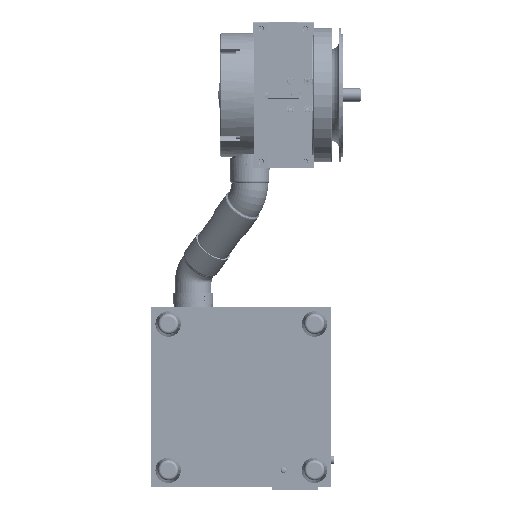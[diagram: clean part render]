
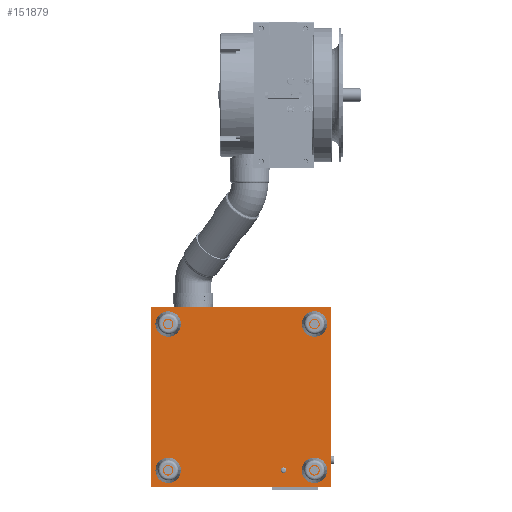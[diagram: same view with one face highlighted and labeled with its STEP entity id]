
A CAD part, front view. The second image highlights one B-rep face of the part: STEP entity #151879.
In plain terms, the highlighted planar face has unit normal (0, -1, 0).
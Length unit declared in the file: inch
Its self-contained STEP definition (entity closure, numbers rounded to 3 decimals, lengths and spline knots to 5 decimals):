
#1213 = DIRECTION ( 'NONE',  ( 1., 0., 0. ) ) ;
#1605 = VERTEX_POINT ( 'NONE', #82236 ) ;
#1712 = CIRCLE ( 'NONE', #11424, 0.17187 ) ;
#2933 = CARTESIAN_POINT ( 'NONE',  ( 2.13578, 1., -9.42221 ) ) ;
#5392 = ORIENTED_EDGE ( 'NONE', *, *, #138830, .F. ) ;
#6580 = DIRECTION ( 'NONE',  ( 0., -1., 0. ) ) ;
#8047 = VECTOR ( 'NONE', #87405, 39.37008 ) ;
#9583 = ORIENTED_EDGE ( 'NONE', *, *, #95497, .F. ) ;
#10032 = ORIENTED_EDGE ( 'NONE', *, *, #36533, .F. ) ;
#10272 = FACE_OUTER_BOUND ( 'NONE', #37099, .T. ) ;
#10725 = CARTESIAN_POINT ( 'NONE',  ( -5.86422, 1., -17.42221 ) ) ;
#11424 = AXIS2_PLACEMENT_3D ( 'NONE', #62413, #149071, #74876 ) ;
#11505 = CARTESIAN_POINT ( 'NONE',  ( -5.2861, 1., -10.17221 ) ) ;
#11673 = VERTEX_POINT ( 'NONE', #11505 ) ;
#14243 = CARTESIAN_POINT ( 'NONE',  ( 0.01078, 1., -16.67221 ) ) ;
#14995 = CARTESIAN_POINT ( 'NONE',  ( 1.2139, 1., -10.17221 ) ) ;
#15234 = CIRCLE ( 'NONE', #69104, 0.17187 ) ;
#15302 = CARTESIAN_POINT ( 'NONE',  ( -5.86422, 1., -17.42221 ) ) ;
#16565 = AXIS2_PLACEMENT_3D ( 'NONE', #80662, #6580, #93087 ) ;
#18518 = AXIS2_PLACEMENT_3D ( 'NONE', #137986, #63836, #150472 ) ;
#19173 = CARTESIAN_POINT ( 'NONE',  ( 1.38578, 1., -16.67221 ) ) ;
#19354 = VERTEX_POINT ( 'NONE', #14995 ) ;
#20398 = EDGE_LOOP ( 'NONE', ( #5392, #153837 ) ) ;
#21653 = AXIS2_PLACEMENT_3D ( 'NONE', #149521, #75342, #1213 ) ;
#26153 = CARTESIAN_POINT ( 'NONE',  ( 1.38578, 1., -16.67221 ) ) ;
#26171 = CIRCLE ( 'NONE', #110828, 0.17187 ) ;
#26708 = DIRECTION ( 'NONE',  ( 1., 0., 0. ) ) ;
#26902 = CARTESIAN_POINT ( 'NONE',  ( -5.11422, 1., -16.67221 ) ) ;
#27714 = VECTOR ( 'NONE', #126620, 39.37008 ) ;
#28994 = ORIENTED_EDGE ( 'NONE', *, *, #72404, .F. ) ;
#31608 = DIRECTION ( 'NONE',  ( 1., 0., 0. ) ) ;
#36175 = ORIENTED_EDGE ( 'NONE', *, *, #39748, .F. ) ;
#36533 = EDGE_CURVE ( 'NONE', #144492, #135789, #54866, .T. ) ;
#37099 = EDGE_LOOP ( 'NONE', ( #28994, #63125, #75755, #66853 ) ) ;
#38393 = CIRCLE ( 'NONE', #145913, 0.17187 ) ;
#38601 = DIRECTION ( 'NONE',  ( 1., 0., 0. ) ) ;
#39332 = AXIS2_PLACEMENT_3D ( 'NONE', #121357, #47357, #133846 ) ;
#39334 = DIRECTION ( 'NONE',  ( 1., 0., 0. ) ) ;
#39748 = EDGE_CURVE ( 'NONE', #108710, #76868, #63839, .T. ) ;
#40971 = LINE ( 'NONE', #75014, #8047 ) ;
#41018 = DIRECTION ( 'NONE',  ( 0., -1., 0. ) ) ;
#42021 = CARTESIAN_POINT ( 'NONE',  ( -5.11422, 1., -10.17221 ) ) ;
#43182 = FACE_BOUND ( 'NONE', #149687, .T. ) ;
#43545 = ORIENTED_EDGE ( 'NONE', *, *, #139625, .F. ) ;
#45763 = VERTEX_POINT ( 'NONE', #2933 ) ;
#46291 = VERTEX_POINT ( 'NONE', #141288 ) ;
#47100 = FACE_BOUND ( 'NONE', #159064, .T. ) ;
#47357 = DIRECTION ( 'NONE',  ( 0., -1., 0. ) ) ;
#54199 = CARTESIAN_POINT ( 'NONE',  ( -5.86422, 1., -9.42221 ) ) ;
#54375 = AXIS2_PLACEMENT_3D ( 'NONE', #26902, #113374, #39334 ) ;
#54473 = DIRECTION ( 'NONE',  ( 1., 0., 0. ) ) ;
#54866 = CIRCLE ( 'NONE', #39332, 0.17187 ) ;
#55086 = LINE ( 'NONE', #93815, #149993 ) ;
#57923 = EDGE_CURVE ( 'NONE', #90749, #45763, #55086, .T. ) ;
#59755 = EDGE_CURVE ( 'NONE', #19354, #1605, #1712, .T. ) ;
#61527 = EDGE_CURVE ( 'NONE', #135789, #144492, #140474, .T. ) ;
#62413 = CARTESIAN_POINT ( 'NONE',  ( 1.38578, 1., -10.17221 ) ) ;
#62759 = CARTESIAN_POINT ( 'NONE',  ( -5.2861, 1., -16.67221 ) ) ;
#63125 = ORIENTED_EDGE ( 'NONE', *, *, #101598, .F. ) ;
#63836 = DIRECTION ( 'NONE',  ( 0., -1., 0. ) ) ;
#63839 = CIRCLE ( 'NONE', #138510, 0.072 ) ;
#65345 = EDGE_LOOP ( 'NONE', ( #36175, #43545 ) ) ;
#65642 = ORIENTED_EDGE ( 'NONE', *, *, #76570, .F. ) ;
#66228 = ORIENTED_EDGE ( 'NONE', *, *, #112308, .F. ) ;
#66820 = VERTEX_POINT ( 'NONE', #106493 ) ;
#66853 = ORIENTED_EDGE ( 'NONE', *, *, #146823, .F. ) ;
#67400 = ORIENTED_EDGE ( 'NONE', *, *, #61527, .F. ) ;
#69104 = AXIS2_PLACEMENT_3D ( 'NONE', #26153, #112626, #38601 ) ;
#69733 = CARTESIAN_POINT ( 'NONE',  ( 2.13578, 1., -17.42221 ) ) ;
#72404 = EDGE_CURVE ( 'NONE', #141072, #46291, #128714, .T. ) ;
#74876 = DIRECTION ( 'NONE',  ( 1., 0., 0. ) ) ;
#75014 = CARTESIAN_POINT ( 'NONE',  ( 2.13578, 1., -17.42221 ) ) ;
#75342 = DIRECTION ( 'NONE',  ( 0., -1., 0. ) ) ;
#75755 = ORIENTED_EDGE ( 'NONE', *, *, #57923, .F. ) ;
#76097 = FACE_BOUND ( 'NONE', #139762, .T. ) ;
#76570 = EDGE_CURVE ( 'NONE', #1605, #19354, #127439, .T. ) ;
#76868 = VERTEX_POINT ( 'NONE', #118501 ) ;
#80662 = CARTESIAN_POINT ( 'NONE',  ( -5.11422, 1., -10.17221 ) ) ;
#82236 = CARTESIAN_POINT ( 'NONE',  ( 1.55765, 1., -10.17221 ) ) ;
#87405 = DIRECTION ( 'NONE',  ( 0., 0., -1. ) ) ;
#88779 = EDGE_CURVE ( 'NONE', #151252, #146944, #15234, .T. ) ;
#89905 = ORIENTED_EDGE ( 'NONE', *, *, #59755, .F. ) ;
#90749 = VERTEX_POINT ( 'NONE', #54199 ) ;
#92691 = CARTESIAN_POINT ( 'NONE',  ( -4.94235, 1., -16.67221 ) ) ;
#93087 = DIRECTION ( 'NONE',  ( 1., 0., 0. ) ) ;
#93815 = CARTESIAN_POINT ( 'NONE',  ( -5.86422, 1., -9.42221 ) ) ;
#95497 = EDGE_CURVE ( 'NONE', #11673, #66820, #117962, .T. ) ;
#97283 = LINE ( 'NONE', #15302, #27714 ) ;
#100731 = DIRECTION ( 'NONE',  ( 0., -1., 0. ) ) ;
#101598 = EDGE_CURVE ( 'NONE', #45763, #141072, #40971, .T. ) ;
#105479 = CARTESIAN_POINT ( 'NONE',  ( 1.55765, 1., -16.67221 ) ) ;
#105623 = DIRECTION ( 'NONE',  ( 0., -1., 0. ) ) ;
#106493 = CARTESIAN_POINT ( 'NONE',  ( -4.94235, 1., -10.17221 ) ) ;
#108710 = VERTEX_POINT ( 'NONE', #125851 ) ;
#108945 = FACE_BOUND ( 'NONE', #20398, .T. ) ;
#109326 = CARTESIAN_POINT ( 'NONE',  ( 1.2139, 1., -16.67221 ) ) ;
#110828 = AXIS2_PLACEMENT_3D ( 'NONE', #42021, #128541, #54473 ) ;
#112308 = EDGE_CURVE ( 'NONE', #66820, #11673, #26171, .T. ) ;
#112626 = DIRECTION ( 'NONE',  ( 0., -1., 0. ) ) ;
#113374 = DIRECTION ( 'NONE',  ( 0., -1., 0. ) ) ;
#114003 = PLANE ( 'NONE',  #145344 ) ;
#115093 = CARTESIAN_POINT ( 'NONE',  ( 2.13578, 1., -17.42221 ) ) ;
#115750 = CIRCLE ( 'NONE', #18518, 0.072 ) ;
#117962 = CIRCLE ( 'NONE', #16565, 0.17187 ) ;
#118501 = CARTESIAN_POINT ( 'NONE',  ( -0.06122, 1., -16.67221 ) ) ;
#121357 = CARTESIAN_POINT ( 'NONE',  ( -5.11422, 1., -16.67221 ) ) ;
#124783 = VECTOR ( 'NONE', #134594, 39.37008 ) ;
#125851 = CARTESIAN_POINT ( 'NONE',  ( 0.08278, 1., -16.67221 ) ) ;
#126620 = DIRECTION ( 'NONE',  ( 0., 0., 1. ) ) ;
#127439 = CIRCLE ( 'NONE', #21653, 0.17187 ) ;
#127499 = DIRECTION ( 'NONE',  ( 1., 0., 0. ) ) ;
#128541 = DIRECTION ( 'NONE',  ( 0., -1., 0. ) ) ;
#128714 = LINE ( 'NONE', #10725, #124783 ) ;
#133846 = DIRECTION ( 'NONE',  ( 1., 0., 0. ) ) ;
#134594 = DIRECTION ( 'NONE',  ( -1., 0., 0. ) ) ;
#135789 = VERTEX_POINT ( 'NONE', #92691 ) ;
#137986 = CARTESIAN_POINT ( 'NONE',  ( 0.01078, 1., -16.67221 ) ) ;
#138510 = AXIS2_PLACEMENT_3D ( 'NONE', #14243, #100731, #26708 ) ;
#138830 = EDGE_CURVE ( 'NONE', #146944, #151252, #38393, .T. ) ;
#139625 = EDGE_CURVE ( 'NONE', #76868, #108710, #115750, .T. ) ;
#139762 = EDGE_LOOP ( 'NONE', ( #66228, #9583 ) ) ;
#140474 = CIRCLE ( 'NONE', #54375, 0.17187 ) ;
#141072 = VERTEX_POINT ( 'NONE', #69733 ) ;
#141288 = CARTESIAN_POINT ( 'NONE',  ( -5.86422, 1., -17.42221 ) ) ;
#141908 = FACE_BOUND ( 'NONE', #65345, .T. ) ;
#143669 = DIRECTION ( 'NONE',  ( 1., 0., 0. ) ) ;
#144492 = VERTEX_POINT ( 'NONE', #62759 ) ;
#145344 = AXIS2_PLACEMENT_3D ( 'NONE', #115093, #41018, #127499 ) ;
#145913 = AXIS2_PLACEMENT_3D ( 'NONE', #19173, #105623, #31608 ) ;
#146823 = EDGE_CURVE ( 'NONE', #46291, #90749, #97283, .T. ) ;
#146944 = VERTEX_POINT ( 'NONE', #105479 ) ;
#149071 = DIRECTION ( 'NONE',  ( 0., -1., 0. ) ) ;
#149521 = CARTESIAN_POINT ( 'NONE',  ( 1.38578, 1., -10.17221 ) ) ;
#149687 = EDGE_LOOP ( 'NONE', ( #67400, #10032 ) ) ;
#149993 = VECTOR ( 'NONE', #143669, 39.37008 ) ;
#150472 = DIRECTION ( 'NONE',  ( 1., 0., 0. ) ) ;
#151252 = VERTEX_POINT ( 'NONE', #109326 ) ;
#151879 = ADVANCED_FACE ( 'NONE', ( #141908, #76097, #47100, #108945, #43182, #10272 ), #114003, .T. ) ;
#153837 = ORIENTED_EDGE ( 'NONE', *, *, #88779, .F. ) ;
#159064 = EDGE_LOOP ( 'NONE', ( #65642, #89905 ) ) ;
